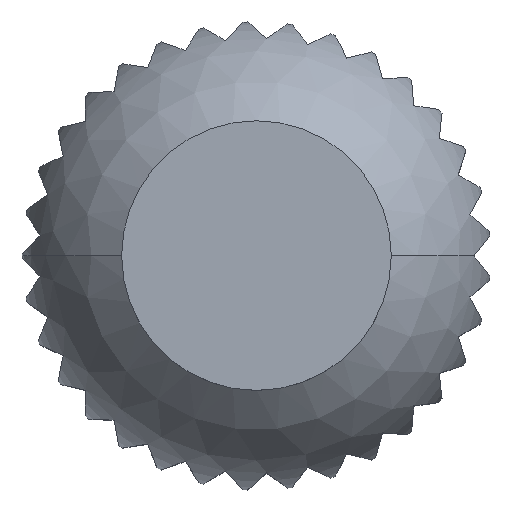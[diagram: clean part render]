
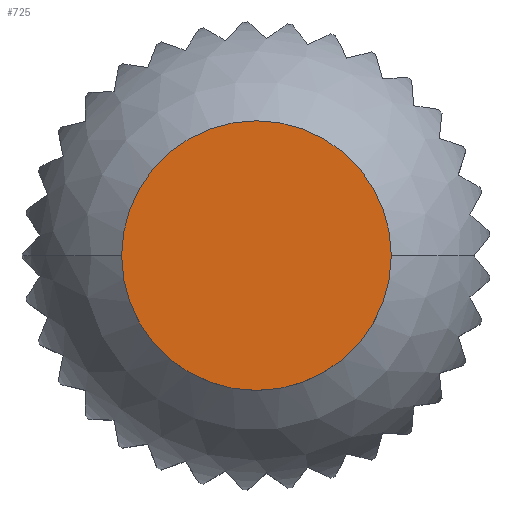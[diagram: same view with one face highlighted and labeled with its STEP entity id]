
A CAD part, top view. The second image highlights one B-rep face of the part: STEP entity #725.
In plain terms, the highlighted planar face has unit normal (0, 0, 1).
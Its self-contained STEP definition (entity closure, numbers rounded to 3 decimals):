
#581=EDGE_CURVE('',#619,#593,#1526,.T.);
#593=VERTEX_POINT('',#1538);
#619=VERTEX_POINT('',#1568);
#725=ADVANCED_FACE('',(#1692),#1693,.T.);
#1189=EDGE_CURVE('',#593,#619,#2231,.T.);
#1526=CIRCLE('',#2649,11.5);
#1538=CARTESIAN_POINT('',(-11.5,0.,101.5));
#1568=CARTESIAN_POINT('',(11.5,0.,101.5));
#1692=FACE_OUTER_BOUND('',#2867,.T.);
#1693=PLANE('',#2868);
#2231=CIRCLE('',#3667,11.5);
#2649=AXIS2_PLACEMENT_3D('',#4117,#4118,#4119);
#2867=EDGE_LOOP('',(#4336,#4337));
#2868=AXIS2_PLACEMENT_3D('',#4338,#4339,#4340);
#3667=AXIS2_PLACEMENT_3D('',#4973,#4974,#4975);
#4117=CARTESIAN_POINT('',(0.,0.,101.5));
#4118=DIRECTION('',(0.0,0.0,1.0));
#4119=DIRECTION('',(1.0,0.,0.0));
#4336=ORIENTED_EDGE('',*,*,#581,.T.);
#4337=ORIENTED_EDGE('',*,*,#1189,.T.);
#4338=CARTESIAN_POINT('',(5.75,0.,101.5));
#4339=DIRECTION('',(0.0,0.0,1.0));
#4340=DIRECTION('',(-1.0,0.,0.0));
#4973=CARTESIAN_POINT('',(0.,0.,101.5));
#4974=DIRECTION('',(0.0,0.0,1.0));
#4975=DIRECTION('',(1.0,0.,0.0));
